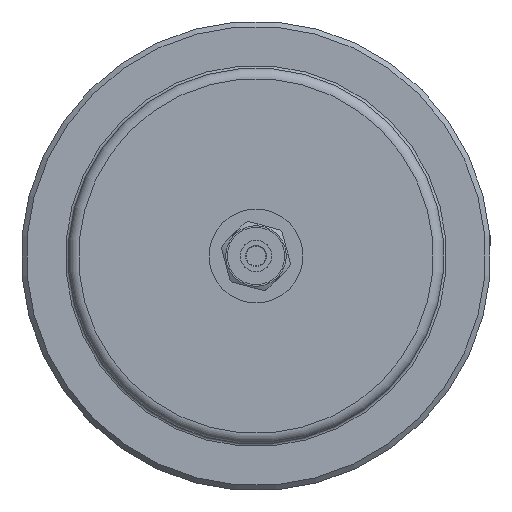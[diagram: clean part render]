
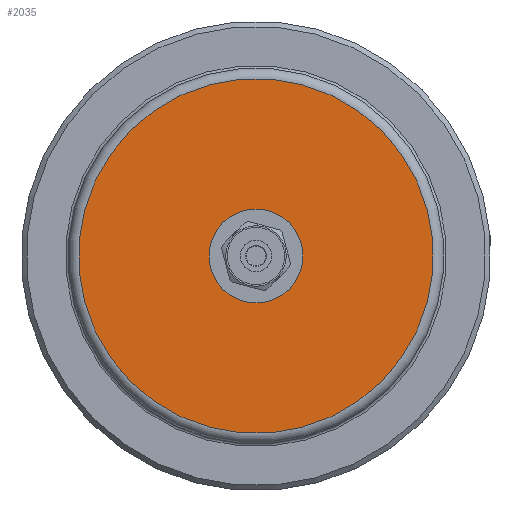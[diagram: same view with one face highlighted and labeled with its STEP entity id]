
A CAD part, left-side view. The second image highlights one B-rep face of the part: STEP entity #2035.
In plain terms, the highlighted planar face has unit normal (-1, 0, 0).
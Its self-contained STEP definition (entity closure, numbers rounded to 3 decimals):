
#73=FACE_BOUND('',#289,.T.);
#102=PLANE('',#2205);
#168=FACE_OUTER_BOUND('',#288,.T.);
#288=EDGE_LOOP('',(#1447));
#289=EDGE_LOOP('',(#1448));
#397=CIRCLE('',#2167,9.);
#412=CIRCLE('',#2206,34.);
#803=VERTEX_POINT('',#3225);
#843=VERTEX_POINT('',#6452);
#1003=EDGE_CURVE('',#803,#803,#397,.T.);
#1073=EDGE_CURVE('',#843,#843,#412,.T.);
#1447=ORIENTED_EDGE('',*,*,#1073,.T.);
#1448=ORIENTED_EDGE('',*,*,#1003,.T.);
#2035=ADVANCED_FACE('',(#168,#73),#102,.T.);
#2167=AXIS2_PLACEMENT_3D('',#3227,#2422,#2423);
#2205=AXIS2_PLACEMENT_3D('',#6451,#2512,#2513);
#2206=AXIS2_PLACEMENT_3D('',#6453,#2514,#2515);
#2422=DIRECTION('center_axis',(1.,0.,0.));
#2423=DIRECTION('ref_axis',(0.,-0.259,-0.966));
#2512=DIRECTION('center_axis',(-1.,0.,0.));
#2513=DIRECTION('ref_axis',(0.,0.966,-0.259));
#2514=DIRECTION('center_axis',(-1.,0.,0.));
#2515=DIRECTION('ref_axis',(0.,0.966,-0.259));
#3225=CARTESIAN_POINT('',(-245.,2.329,8.693));
#3227=CARTESIAN_POINT('Origin',(-245.,0.,0.));
#6451=CARTESIAN_POINT('Origin',(-245.,2.898,-0.776));
#6452=CARTESIAN_POINT('',(-245.,-32.841,8.8));
#6453=CARTESIAN_POINT('Origin',(-245.,0.,0.));
